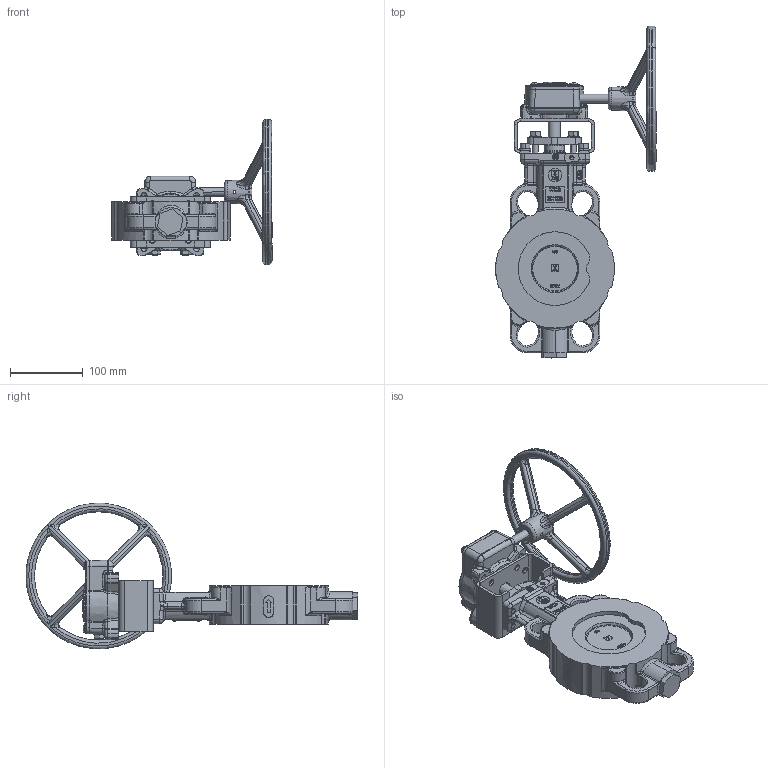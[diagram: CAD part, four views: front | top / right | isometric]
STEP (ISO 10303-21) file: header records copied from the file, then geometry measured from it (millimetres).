
FILE_DESCRIPTION (( 'STEP AP214' ), '1' );
FILE_NAME ('5590B10003.STEP', '2019-11-25T11:10:34', ( 'PC' ), ( '' ), 'SwSTEP 2.0', 'SolidWorks 2015', '' );
FILE_SCHEMA (( 'AUTOMOTIVE_DESIGN' ));
Length unit declared in the file: millimetre
Products named in the file (1): 5590B10003
Bounding box: 220.5 x 455.12 x 199.24 mm (x, y, z)
Volume: 1497759.4 mm3; surface area: 298567.3 mm2
Topology: 18 solids, 38 shells, 4557 faces, 11679 edges, 7376 vertices
Faces by surface type: plane 1706, bspline 1532, cylinder 797, cone 350, torus 160, sphere 12
Entity records: 280277 total; most frequent: CARTESIAN_POINT 131358, ORIENTED_EDGE 23166, DIRECTION 16287, EDGE_CURVE 11583, VERTEX_POINT 7376, AXIS2_PLACEMENT_3D 5452, LINE 5383, VECTOR 5383
